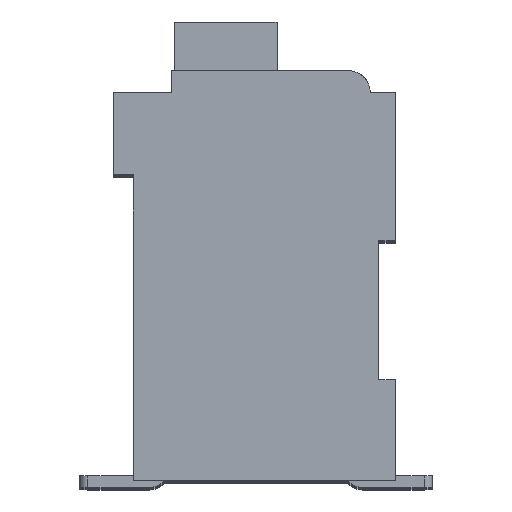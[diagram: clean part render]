
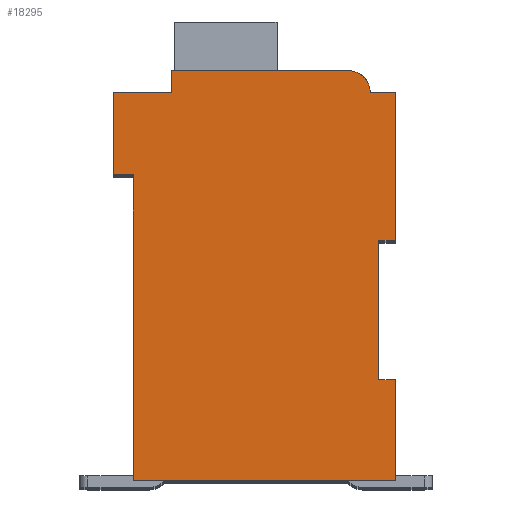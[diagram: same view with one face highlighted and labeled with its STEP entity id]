
A CAD part, top view. The second image highlights one B-rep face of the part: STEP entity #18295.
In plain terms, the highlighted planar face has unit normal (0, 0, 1).
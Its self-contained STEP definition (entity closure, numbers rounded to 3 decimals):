
#4506=DIRECTION('',(1.,0.,0.));
#4507=VECTOR('',#4506,0.5);
#4508=CARTESIAN_POINT('',(7.3,7.15,2.1));
#4509=LINE('',#4508,#4507);
#4510=DIRECTION('',(0.,1.,0.));
#4511=VECTOR('',#4510,4.15);
#4512=CARTESIAN_POINT('',(7.3,3.,2.1));
#4513=LINE('',#4512,#4511);
#4514=DIRECTION('',(-1.,0.,0.));
#4515=VECTOR('',#4514,0.5);
#4516=CARTESIAN_POINT('',(7.8,3.,2.1));
#4517=LINE('',#4516,#4515);
#4518=DIRECTION('',(0.,1.,0.));
#4519=VECTOR('',#4518,3.);
#4520=CARTESIAN_POINT('',(7.8,0.,2.1));
#4521=LINE('',#4520,#4519);
#4522=DIRECTION('',(1.,0.,0.));
#4523=VECTOR('',#4522,7.8);
#4524=CARTESIAN_POINT('',(0.,0.,2.1));
#4525=LINE('',#4524,#4523);
#4526=DIRECTION('',(0.,-1.,0.));
#4527=VECTOR('',#4526,9.1);
#4528=CARTESIAN_POINT('',(0.,9.1,2.1));
#4529=LINE('',#4528,#4527);
#4530=DIRECTION('',(1.,0.,0.));
#4531=VECTOR('',#4530,0.6);
#4532=CARTESIAN_POINT('',(-0.6,9.1,2.1));
#4533=LINE('',#4532,#4531);
#4534=DIRECTION('',(0.,-1.,0.));
#4535=VECTOR('',#4534,2.45);
#4536=CARTESIAN_POINT('',(-0.6,11.55,2.1));
#4537=LINE('',#4536,#4535);
#4538=DIRECTION('',(-1.,0.,0.));
#4539=VECTOR('',#4538,1.75);
#4540=CARTESIAN_POINT('',(1.15,11.55,2.1));
#4541=LINE('',#4540,#4539);
#4542=DIRECTION('',(0.,-1.,0.));
#4543=VECTOR('',#4542,0.65);
#4544=CARTESIAN_POINT('',(1.15,12.2,2.1));
#4545=LINE('',#4544,#4543);
#4546=DIRECTION('',(-1.,0.,0.));
#4547=VECTOR('',#4546,5.25);
#4548=CARTESIAN_POINT('',(6.4,12.2,2.1));
#4549=LINE('',#4548,#4547);
#4550=CARTESIAN_POINT('',(6.4,11.55,2.1));
#4551=DIRECTION('',(0.,0.,1.));
#4552=DIRECTION('',(1.,0.,0.));
#4553=AXIS2_PLACEMENT_3D('',#4550,#4551,#4552);
#4555=DIRECTION('',(-1.,0.,0.));
#4556=VECTOR('',#4555,0.75);
#4557=CARTESIAN_POINT('',(7.8,11.55,2.1));
#4558=LINE('',#4557,#4556);
#4559=DIRECTION('',(0.,1.,0.));
#4560=VECTOR('',#4559,4.4);
#4561=CARTESIAN_POINT('',(7.8,7.15,2.1));
#4562=LINE('',#4561,#4560);
#10435=CARTESIAN_POINT('',(7.3,7.15,2.1));
#10436=CARTESIAN_POINT('',(7.8,7.15,2.1));
#10437=VERTEX_POINT('',#10435);
#10438=VERTEX_POINT('',#10436);
#10439=CARTESIAN_POINT('',(7.8,11.55,2.1));
#10440=VERTEX_POINT('',#10439);
#10441=CARTESIAN_POINT('',(7.05,11.55,2.1));
#10442=VERTEX_POINT('',#10441);
#10443=CARTESIAN_POINT('',(6.4,12.2,2.1));
#10444=VERTEX_POINT('',#10443);
#10445=CARTESIAN_POINT('',(1.15,12.2,2.1));
#10446=VERTEX_POINT('',#10445);
#10447=CARTESIAN_POINT('',(1.15,11.55,2.1));
#10448=VERTEX_POINT('',#10447);
#10449=CARTESIAN_POINT('',(-0.6,11.55,2.1));
#10450=VERTEX_POINT('',#10449);
#10451=CARTESIAN_POINT('',(-0.6,9.1,2.1));
#10452=VERTEX_POINT('',#10451);
#10453=CARTESIAN_POINT('',(0.,9.1,2.1));
#10454=VERTEX_POINT('',#10453);
#10455=CARTESIAN_POINT('',(0.,0.,2.1));
#10456=VERTEX_POINT('',#10455);
#10457=CARTESIAN_POINT('',(7.8,0.,2.1));
#10458=VERTEX_POINT('',#10457);
#10459=CARTESIAN_POINT('',(7.8,3.,2.1));
#10460=VERTEX_POINT('',#10459);
#10461=CARTESIAN_POINT('',(7.3,3.,2.1));
#10462=VERTEX_POINT('',#10461);
#18274=CARTESIAN_POINT('',(0.,0.,2.1));
#18275=DIRECTION('',(0.,0.,1.));
#18276=DIRECTION('',(1.,0.,0.));
#18277=AXIS2_PLACEMENT_3D('',#18274,#18275,#18276);
#18278=PLANE('',#18277);
#18279=ORIENTED_EDGE('',*,*,#13708,.F.);
#18280=ORIENTED_EDGE('',*,*,#14234,.F.);
#18281=ORIENTED_EDGE('',*,*,#14642,.F.);
#18282=ORIENTED_EDGE('',*,*,#14907,.F.);
#18283=ORIENTED_EDGE('',*,*,#15220,.F.);
#18284=ORIENTED_EDGE('',*,*,#15641,.F.);
#18285=ORIENTED_EDGE('',*,*,#16196,.F.);
#18286=ORIENTED_EDGE('',*,*,#16370,.F.);
#18287=ORIENTED_EDGE('',*,*,#16631,.F.);
#18288=ORIENTED_EDGE('',*,*,#17144,.F.);
#18289=ORIENTED_EDGE('',*,*,#17542,.F.);
#18290=ORIENTED_EDGE('',*,*,#16682,.F.);
#18291=ORIENTED_EDGE('',*,*,#16995,.F.);
#18292=ORIENTED_EDGE('',*,*,#14129,.F.);
#18293=EDGE_LOOP('',(#18279,#18280,#18281,#18282,#18283,#18284,#18285,#18286,
#18287,#18288,#18289,#18290,#18291,#18292));
#18294=FACE_OUTER_BOUND('',#18293,.F.);
#4554=CIRCLE('',#4553,0.65);
#13708=EDGE_CURVE('',#10437,#10438,#4509,.T.);
#14129=EDGE_CURVE('',#10438,#10440,#4562,.T.);
#14234=EDGE_CURVE('',#10462,#10437,#4513,.T.);
#14642=EDGE_CURVE('',#10460,#10462,#4517,.T.);
#14907=EDGE_CURVE('',#10458,#10460,#4521,.T.);
#15220=EDGE_CURVE('',#10456,#10458,#4525,.T.);
#15641=EDGE_CURVE('',#10454,#10456,#4529,.T.);
#16196=EDGE_CURVE('',#10452,#10454,#4533,.T.);
#16370=EDGE_CURVE('',#10450,#10452,#4537,.T.);
#16631=EDGE_CURVE('',#10448,#10450,#4541,.T.);
#16682=EDGE_CURVE('',#10442,#10444,#4554,.T.);
#16995=EDGE_CURVE('',#10440,#10442,#4558,.T.);
#17144=EDGE_CURVE('',#10446,#10448,#4545,.T.);
#17542=EDGE_CURVE('',#10444,#10446,#4549,.T.);
#18295=ADVANCED_FACE('',(#18294),#18278,.T.);
